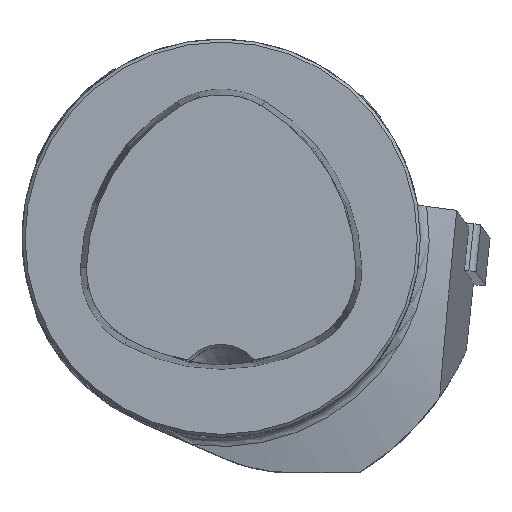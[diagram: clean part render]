
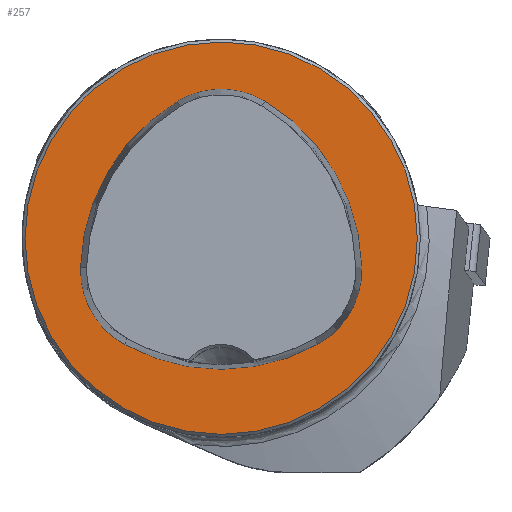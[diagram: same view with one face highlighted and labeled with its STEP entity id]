
A CAD part, top view. The second image highlights one B-rep face of the part: STEP entity #257.
In plain terms, the highlighted planar face has unit normal (0, 0, 1).
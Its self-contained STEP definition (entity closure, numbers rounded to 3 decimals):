
#102=FACE_BOUND('',#488,.T.);
#103=FACE_BOUND('',#489,.T.);
#137=PLANE('',#1934);
#257=ADVANCED_FACE('CU_FL_N1_SU_1',(#102,#103),#137,.T.);
#488=EDGE_LOOP('',(#969,#970,#971,#972,#973,#974));
#489=EDGE_LOOP('',(#975));
#597=CIRCLE('',#1925,20.063);
#599=CIRCLE('',#1928,20.063);
#600=CIRCLE('',#1929,8.563);
#601=CIRCLE('',#1930,8.563);
#602=CIRCLE('',#1931,20.063);
#603=CIRCLE('',#1932,8.563);
#604=CIRCLE('',#1933,19.7);
#969=ORIENTED_EDGE('',*,*,#1644,.F.);
#970=ORIENTED_EDGE('',*,*,#1645,.F.);
#971=ORIENTED_EDGE('',*,*,#1637,.F.);
#972=ORIENTED_EDGE('',*,*,#1646,.F.);
#973=ORIENTED_EDGE('',*,*,#1647,.F.);
#974=ORIENTED_EDGE('',*,*,#1648,.F.);
#975=ORIENTED_EDGE('',*,*,#1649,.T.);
#1456=VERTEX_POINT('',#3109);
#1457=VERTEX_POINT('',#3111);
#1463=VERTEX_POINT('',#3143);
#1464=VERTEX_POINT('',#3144);
#1465=VERTEX_POINT('',#3147);
#1466=VERTEX_POINT('',#3149);
#1467=VERTEX_POINT('',#3152);
#1637=EDGE_CURVE('',#1456,#1457,#597,.T.);
#1644=EDGE_CURVE('',#1463,#1464,#599,.T.);
#1645=EDGE_CURVE('',#1457,#1463,#600,.T.);
#1646=EDGE_CURVE('',#1465,#1456,#601,.T.);
#1647=EDGE_CURVE('',#1466,#1465,#602,.T.);
#1648=EDGE_CURVE('',#1464,#1466,#603,.T.);
#1649=EDGE_CURVE('',#1467,#1467,#604,.T.);
#1925=AXIS2_PLACEMENT_3D('',#3110,#2189,#2190);
#1928=AXIS2_PLACEMENT_3D('',#3142,#2196,#2197);
#1929=AXIS2_PLACEMENT_3D('',#3145,#2198,#2199);
#1930=AXIS2_PLACEMENT_3D('',#3146,#2200,#2201);
#1931=AXIS2_PLACEMENT_3D('',#3148,#2202,#2203);
#1932=AXIS2_PLACEMENT_3D('',#3150,#2204,#2205);
#1933=AXIS2_PLACEMENT_3D('',#3151,#2206,#2207);
#1934=AXIS2_PLACEMENT_3D('',#3153,#2208,#2209);
#2189=DIRECTION('',(0.,0.,1.));
#2190=DIRECTION('',(-1.,0.,0.));
#2196=DIRECTION('',(0.,0.,1.));
#2197=DIRECTION('',(-1.,0.,0.));
#2198=DIRECTION('',(0.,0.,1.));
#2199=DIRECTION('',(-1.,0.,0.));
#2200=DIRECTION('',(0.,0.,1.));
#2201=DIRECTION('',(-1.,0.,0.));
#2202=DIRECTION('',(0.,0.,1.));
#2203=DIRECTION('',(-1.,0.,0.));
#2204=DIRECTION('',(0.,0.,1.));
#2205=DIRECTION('',(-1.,0.,0.));
#2206=DIRECTION('',(0.,0.,1.));
#2207=DIRECTION('',(-1.,0.,0.));
#2208=DIRECTION('',(0.,0.,1.));
#2209=DIRECTION('',(-1.,0.,0.));
#3109=CARTESIAN_POINT('',(-9.704,-10.66,0.));
#3110=CARTESIAN_POINT('',(0.,6.9,0.));
#3111=CARTESIAN_POINT('',(9.704,-10.66,0.));
#3142=CARTESIAN_POINT('',(-5.934,-3.451,0.));
#3143=CARTESIAN_POINT('',(14.123,-2.953,0.));
#3144=CARTESIAN_POINT('',(4.418,13.735,0.));
#3145=CARTESIAN_POINT('',(5.562,-3.165,0.));
#3146=CARTESIAN_POINT('',(-5.562,-3.165,0.));
#3147=CARTESIAN_POINT('',(-14.123,-2.953,0.));
#3148=CARTESIAN_POINT('',(5.934,-3.451,0.));
#3149=CARTESIAN_POINT('',(-4.418,13.735,0.));
#3150=CARTESIAN_POINT('',(0.,6.4,0.));
#3151=CARTESIAN_POINT('',(0.,0.,0.));
#3152=CARTESIAN_POINT('',(-19.7,0.,0.));
#3153=CARTESIAN_POINT('',(0.,0.,0.));
